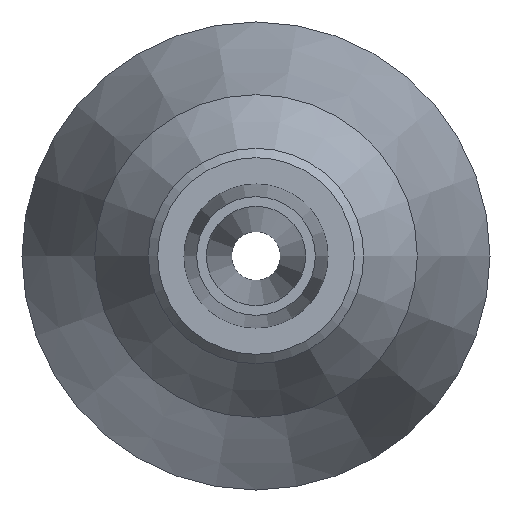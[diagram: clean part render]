
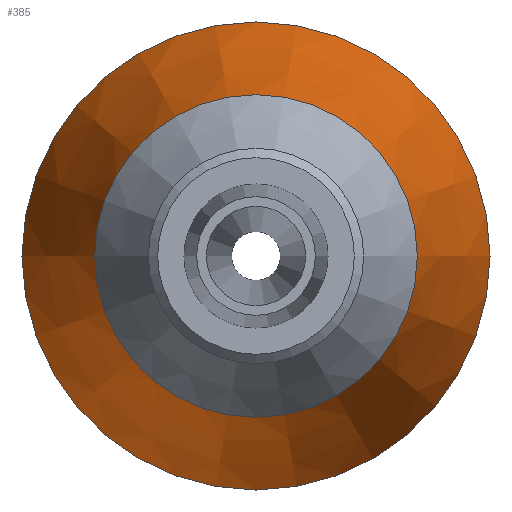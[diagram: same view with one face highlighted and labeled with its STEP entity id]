
A CAD part, front view. The second image highlights one B-rep face of the part: STEP entity #385.
In plain terms, the highlighted conical face has half-angle 15 degrees and reference radius 10.557 mm.
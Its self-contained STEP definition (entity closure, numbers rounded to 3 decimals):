
#19=CONICAL_SURFACE('',#466,10.557,0.262);
#37=LINE('',#754,#49);
#49=VECTOR('',#604,10.557);
#76=FACE_OUTER_BOUND('',#100,.T.);
#100=EDGE_LOOP('',(#342,#343,#344,#345,#346,#347));
#138=CIRCLE('',#455,12.5);
#139=CIRCLE('',#456,12.5);
#146=CIRCLE('',#467,8.615);
#147=CIRCLE('',#468,8.615);
#180=VERTEX_POINT('',#727);
#181=VERTEX_POINT('',#728);
#188=VERTEX_POINT('',#750);
#189=VERTEX_POINT('',#751);
#231=EDGE_CURVE('',#180,#181,#138,.T.);
#232=EDGE_CURVE('',#181,#180,#139,.T.);
#242=EDGE_CURVE('',#188,#189,#146,.T.);
#243=EDGE_CURVE('',#189,#188,#147,.T.);
#244=EDGE_CURVE('',#189,#181,#37,.T.);
#342=ORIENTED_EDGE('',*,*,#242,.F.);
#343=ORIENTED_EDGE('',*,*,#243,.F.);
#344=ORIENTED_EDGE('',*,*,#244,.T.);
#345=ORIENTED_EDGE('',*,*,#232,.T.);
#346=ORIENTED_EDGE('',*,*,#231,.T.);
#347=ORIENTED_EDGE('',*,*,#244,.F.);
#385=ADVANCED_FACE('',(#76),#19,.T.);
#455=AXIS2_PLACEMENT_3D('',#729,#573,#574);
#456=AXIS2_PLACEMENT_3D('',#730,#575,#576);
#466=AXIS2_PLACEMENT_3D('',#749,#598,#599);
#467=AXIS2_PLACEMENT_3D('',#752,#600,#601);
#468=AXIS2_PLACEMENT_3D('',#753,#602,#603);
#573=DIRECTION('center_axis',(0.,-1.,0.));
#574=DIRECTION('ref_axis',(1.,0.,0.));
#575=DIRECTION('center_axis',(0.,-1.,0.));
#576=DIRECTION('ref_axis',(1.,0.,0.));
#598=DIRECTION('center_axis',(0.,1.,0.));
#599=DIRECTION('ref_axis',(1.,0.,0.));
#600=DIRECTION('center_axis',(0.,-1.,0.));
#601=DIRECTION('ref_axis',(1.,0.,0.));
#602=DIRECTION('center_axis',(0.,-1.,0.));
#603=DIRECTION('ref_axis',(1.,0.,0.));
#604=DIRECTION('',(-0.259,0.966,0.));
#727=CARTESIAN_POINT('',(12.5,57.5,0.));
#728=CARTESIAN_POINT('',(-12.5,57.5,0.));
#729=CARTESIAN_POINT('Origin',(0.,57.5,0.));
#730=CARTESIAN_POINT('Origin',(0.,57.5,0.));
#749=CARTESIAN_POINT('Origin',(0.,50.25,0.));
#750=CARTESIAN_POINT('',(8.615,43.,0.));
#751=CARTESIAN_POINT('',(-8.615,43.,0.));
#752=CARTESIAN_POINT('Origin',(0.,43.,0.));
#753=CARTESIAN_POINT('Origin',(0.,43.,0.));
#754=CARTESIAN_POINT('',(-10.557,50.25,0.));
